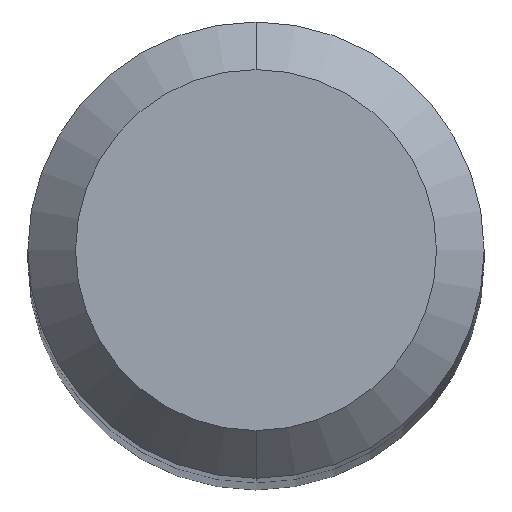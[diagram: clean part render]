
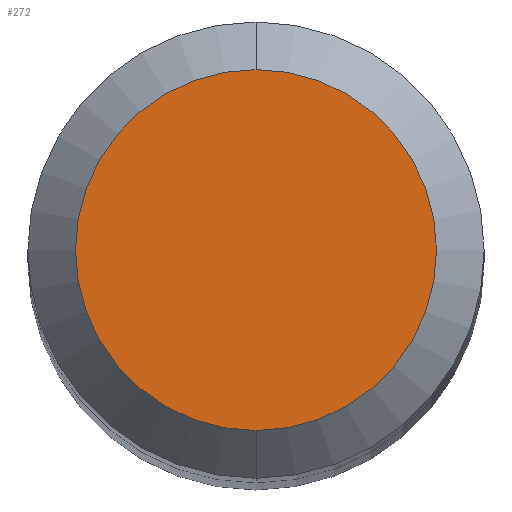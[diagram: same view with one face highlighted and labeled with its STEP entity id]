
A CAD part, top view. The second image highlights one B-rep face of the part: STEP entity #272.
In plain terms, the highlighted planar face has unit normal (0, 0, 1).
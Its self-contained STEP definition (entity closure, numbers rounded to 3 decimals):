
#23 = CIRCLE ( 'NONE', #180, 2.65 ) ;
#39 = VERTEX_POINT ( 'NONE', #199 ) ;
#56 = DIRECTION ( 'NONE',  ( 0., 0., -1. ) ) ;
#78 = CARTESIAN_POINT ( 'NONE',  ( 0., 0., 101. ) ) ;
#82 = PLANE ( 'NONE',  #313 ) ;
#98 = CIRCLE ( 'NONE', #283, 2.65 ) ;
#103 = CARTESIAN_POINT ( 'NONE',  ( 0., 0., 101. ) ) ;
#111 = DIRECTION ( 'NONE',  ( 0., 1., 0. ) ) ;
#132 = DIRECTION ( 'NONE',  ( 0., 1., 0. ) ) ;
#136 = EDGE_CURVE ( 'NONE', #165, #39, #23, .T. ) ;
#140 = EDGE_LOOP ( 'NONE', ( #243, #169 ) ) ;
#158 = FACE_OUTER_BOUND ( 'NONE', #140, .T. ) ;
#165 = VERTEX_POINT ( 'NONE', #200 ) ;
#169 = ORIENTED_EDGE ( 'NONE', *, *, #136, .F. ) ;
#180 = AXIS2_PLACEMENT_3D ( 'NONE', #103, #307, #205 ) ;
#199 = CARTESIAN_POINT ( 'NONE',  ( 0., 2.65, 101. ) ) ;
#200 = CARTESIAN_POINT ( 'NONE',  ( 0., -2.65, 101. ) ) ;
#205 = DIRECTION ( 'NONE',  ( 0., 1., 0. ) ) ;
#232 = EDGE_CURVE ( 'NONE', #39, #165, #98, .T. ) ;
#235 = CARTESIAN_POINT ( 'NONE',  ( 0., 0., 101. ) ) ;
#243 = ORIENTED_EDGE ( 'NONE', *, *, #232, .F. ) ;
#272 = ADVANCED_FACE ( 'NONE', ( #158 ), #82, .F. ) ;
#283 = AXIS2_PLACEMENT_3D ( 'NONE', #235, #317, #132 ) ;
#307 = DIRECTION ( 'NONE',  ( 0., 0., -1. ) ) ;
#313 = AXIS2_PLACEMENT_3D ( 'NONE', #78, #56, #111 ) ;
#317 = DIRECTION ( 'NONE',  ( 0., 0., -1. ) ) ;
